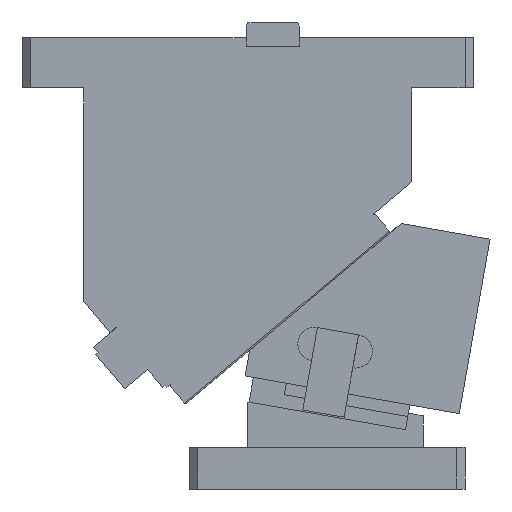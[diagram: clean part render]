
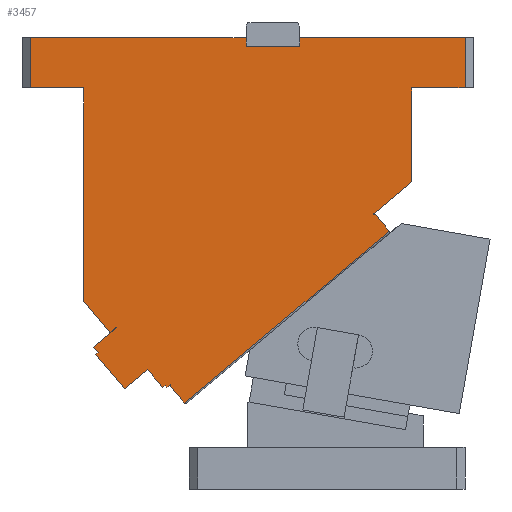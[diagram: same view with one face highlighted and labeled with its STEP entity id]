
A CAD part, front view. The second image highlights one B-rep face of the part: STEP entity #3457.
In plain terms, the highlighted planar face has unit normal (0, -1, 0).
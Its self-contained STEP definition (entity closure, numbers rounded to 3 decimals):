
#174=CARTESIAN_POINT('Vertex',(166.,-40.,270.)) ;
#177=CARTESIAN_POINT('Line Origine',(215.5,-40.,270.)) ;
#181=CARTESIAN_POINT('Vertex',(265.,-40.,270.)) ;
#303=CARTESIAN_POINT('Line Origine',(265.,-40.,255.)) ;
#307=CARTESIAN_POINT('Vertex',(265.,-40.,240.)) ;
#388=CARTESIAN_POINT('Vertex',(233.,-40.,240.)) ;
#396=CARTESIAN_POINT('Line Origine',(249.,-40.,240.)) ;
#918=CARTESIAN_POINT('Vertex',(45.529,-40.,81.957)) ;
#921=CARTESIAN_POINT('Line Origine',(44.244,-40.,83.489)) ;
#925=CARTESIAN_POINT('Vertex',(42.958,-40.,85.021)) ;
#951=CARTESIAN_POINT('Vertex',(56.425,-40.,96.974)) ;
#954=CARTESIAN_POINT('Line Origine',(54.51,-40.,95.367)) ;
#958=CARTESIAN_POINT('Vertex',(52.595,-40.,93.76)) ;
#996=CARTESIAN_POINT('Vertex',(56.747,-40.,96.591)) ;
#999=CARTESIAN_POINT('Line Origine',(56.586,-40.,96.783)) ;
#1887=CARTESIAN_POINT('Line Origine',(233.,-40.,211.892)) ;
#1891=CARTESIAN_POINT('Vertex',(233.,-40.,183.784)) ;
#1923=CARTESIAN_POINT('Line Origine',(221.485,-40.,174.121)) ;
#1927=CARTESIAN_POINT('Vertex',(209.97,-40.,164.459)) ;
#1979=CARTESIAN_POINT('Vertex',(219.735,-40.,154.377)) ;
#1984=CARTESIAN_POINT('Line Origine',(158.451,-40.,102.954)) ;
#1988=CARTESIAN_POINT('Vertex',(97.168,-40.,51.531)) ;
#2063=CARTESIAN_POINT('Vertex',(211.378,-40.,164.336)) ;
#2066=CARTESIAN_POINT('Line Origine',(215.557,-40.,159.356)) ;
#2083=CARTESIAN_POINT('Axis2P3D Location',(210.612,-40.,163.693)) ;
#2254=CARTESIAN_POINT('Line Origine',(92.989,-40.,56.51)) ;
#2258=CARTESIAN_POINT('Vertex',(88.811,-40.,61.49)) ;
#2278=CARTESIAN_POINT('Axis2P3D Location',(89.577,-40.,62.132)) ;
#2282=CARTESIAN_POINT('Vertex',(88.935,-40.,62.898)) ;
#2303=CARTESIAN_POINT('Line Origine',(87.785,-40.,61.934)) ;
#2307=CARTESIAN_POINT('Vertex',(86.636,-40.,60.97)) ;
#2340=CARTESIAN_POINT('Vertex',(85.672,-40.,62.119)) ;
#2348=CARTESIAN_POINT('Line Origine',(86.154,-40.,61.545)) ;
#2378=CARTESIAN_POINT('Vertex',(84.14,-40.,60.834)) ;
#2381=CARTESIAN_POINT('Line Origine',(79.641,-40.,66.196)) ;
#2385=CARTESIAN_POINT('Vertex',(75.141,-40.,71.558)) ;
#2415=CARTESIAN_POINT('Line Origine',(84.906,-40.,61.476)) ;
#2520=CARTESIAN_POINT('Line Origine',(49.852,-40.,90.806)) ;
#2732=CARTESIAN_POINT('Line Origine',(44.798,-40.,103.053)) ;
#2736=CARTESIAN_POINT('Vertex',(37.,-40.,112.346)) ;
#2766=CARTESIAN_POINT('Vertex',(37.,-40.,240.)) ;
#2774=CARTESIAN_POINT('Line Origine',(37.,-40.,176.173)) ;
#2795=CARTESIAN_POINT('Vertex',(5.,-40.,240.)) ;
#2803=CARTESIAN_POINT('Line Origine',(21.,-40.,240.)) ;
#2953=CARTESIAN_POINT('Vertex',(5.,-40.,270.)) ;
#2956=CARTESIAN_POINT('Line Origine',(69.5,-40.,270.)) ;
#2960=CARTESIAN_POINT('Vertex',(134.,-40.,270.)) ;
#3209=CARTESIAN_POINT('Vertex',(166.,-40.,265.)) ;
#3212=CARTESIAN_POINT('Line Origine',(166.,-40.,267.5)) ;
#3229=CARTESIAN_POINT('Line Origine',(5.,-40.,255.)) ;
#3349=CARTESIAN_POINT('Line Origine',(68.247,-40.,65.773)) ;
#3353=CARTESIAN_POINT('Vertex',(61.352,-40.,59.988)) ;
#3377=CARTESIAN_POINT('Vertex',(43.997,-40.,80.671)) ;
#3380=CARTESIAN_POINT('Line Origine',(52.675,-40.,70.33)) ;
#3397=CARTESIAN_POINT('Line Origine',(44.763,-40.,81.314)) ;
#3409=CARTESIAN_POINT('Axis2P3D Location',(0.,-40.,0.)) ;
#3414=CARTESIAN_POINT('Line Origine',(150.,-40.,265.)) ;
#3418=CARTESIAN_POINT('Vertex',(134.,-40.,265.)) ;
#3421=CARTESIAN_POINT('Line Origine',(134.,-40.,267.5)) ;
#178=DIRECTION('Vector Direction',(1.,0.,0.)) ;
#304=DIRECTION('Vector Direction',(0.,0.,1.)) ;
#397=DIRECTION('Vector Direction',(1.,0.,0.)) ;
#922=DIRECTION('Vector Direction',(0.643,0.,-0.766)) ;
#955=DIRECTION('Vector Direction',(0.766,0.,0.643)) ;
#1000=DIRECTION('Vector Direction',(0.643,0.,-0.766)) ;
#1888=DIRECTION('Vector Direction',(0.,0.,-1.)) ;
#1924=DIRECTION('Vector Direction',(-0.766,0.,-0.643)) ;
#1985=DIRECTION('Vector Direction',(0.766,0.,0.643)) ;
#2067=DIRECTION('Vector Direction',(-0.643,0.,0.766)) ;
#2084=DIRECTION('Axis2P3D Direction',(0.,-1.,0.)) ;
#2255=DIRECTION('Vector Direction',(-0.643,0.,0.766)) ;
#2279=DIRECTION('Axis2P3D Direction',(0.,1.,0.)) ;
#2304=DIRECTION('Vector Direction',(-0.766,0.,-0.643)) ;
#2349=DIRECTION('Vector Direction',(0.643,0.,-0.766)) ;
#2382=DIRECTION('Vector Direction',(0.643,0.,-0.766)) ;
#2416=DIRECTION('Vector Direction',(0.766,0.,0.643)) ;
#2521=DIRECTION('Vector Direction',(-0.766,0.,-0.643)) ;
#2733=DIRECTION('Vector Direction',(0.643,0.,-0.766)) ;
#2775=DIRECTION('Vector Direction',(0.,0.,1.)) ;
#2804=DIRECTION('Vector Direction',(1.,0.,0.)) ;
#2957=DIRECTION('Vector Direction',(1.,0.,0.)) ;
#3213=DIRECTION('Vector Direction',(0.,0.,-1.)) ;
#3230=DIRECTION('Vector Direction',(0.,0.,-1.)) ;
#3350=DIRECTION('Vector Direction',(-0.766,0.,-0.643)) ;
#3381=DIRECTION('Vector Direction',(-0.643,0.,0.766)) ;
#3398=DIRECTION('Vector Direction',(0.766,0.,0.643)) ;
#3410=DIRECTION('Axis2P3D Direction',(0.,1.,0.)) ;
#3411=DIRECTION('Axis2P3D XDirection',(0.,0.,1.)) ;
#3415=DIRECTION('Vector Direction',(1.,0.,0.)) ;
#3422=DIRECTION('Vector Direction',(0.,0.,1.)) ;
#2085=AXIS2_PLACEMENT_3D('Circle Axis2P3D',#2083,#2084,$) ;
#2280=AXIS2_PLACEMENT_3D('Circle Axis2P3D',#2278,#2279,$) ;
#3412=AXIS2_PLACEMENT_3D('Plane Axis2P3D',#3409,#3410,#3411) ;
#3427=ORIENTED_EDGE('',*,*,#400,.T.) ;
#3428=ORIENTED_EDGE('',*,*,#309,.T.) ;
#3429=ORIENTED_EDGE('',*,*,#183,.F.) ;
#3430=ORIENTED_EDGE('',*,*,#3216,.T.) ;
#3431=ORIENTED_EDGE('',*,*,#3420,.F.) ;
#3432=ORIENTED_EDGE('',*,*,#3425,.T.) ;
#3433=ORIENTED_EDGE('',*,*,#2962,.F.) ;
#3434=ORIENTED_EDGE('',*,*,#3233,.T.) ;
#3435=ORIENTED_EDGE('',*,*,#2807,.T.) ;
#3436=ORIENTED_EDGE('',*,*,#2778,.F.) ;
#3437=ORIENTED_EDGE('',*,*,#2738,.T.) ;
#3438=ORIENTED_EDGE('',*,*,#960,.T.) ;
#3439=ORIENTED_EDGE('',*,*,#1003,.T.) ;
#3440=ORIENTED_EDGE('',*,*,#2524,.T.) ;
#3441=ORIENTED_EDGE('',*,*,#927,.T.) ;
#3442=ORIENTED_EDGE('',*,*,#3401,.F.) ;
#3443=ORIENTED_EDGE('',*,*,#3384,.F.) ;
#3444=ORIENTED_EDGE('',*,*,#3355,.T.) ;
#3445=ORIENTED_EDGE('',*,*,#2387,.T.) ;
#3446=ORIENTED_EDGE('',*,*,#2419,.T.) ;
#3447=ORIENTED_EDGE('',*,*,#2352,.T.) ;
#3448=ORIENTED_EDGE('',*,*,#2309,.F.) ;
#3449=ORIENTED_EDGE('',*,*,#2284,.T.) ;
#3450=ORIENTED_EDGE('',*,*,#2260,.F.) ;
#3451=ORIENTED_EDGE('',*,*,#1990,.T.) ;
#3452=ORIENTED_EDGE('',*,*,#2070,.T.) ;
#3453=ORIENTED_EDGE('',*,*,#2087,.T.) ;
#3454=ORIENTED_EDGE('',*,*,#1929,.F.) ;
#3455=ORIENTED_EDGE('',*,*,#1893,.F.) ;
#179=VECTOR('Line Direction',#178,1.) ;
#305=VECTOR('Line Direction',#304,1.) ;
#398=VECTOR('Line Direction',#397,1.) ;
#923=VECTOR('Line Direction',#922,1.) ;
#956=VECTOR('Line Direction',#955,1.) ;
#1001=VECTOR('Line Direction',#1000,1.) ;
#1889=VECTOR('Line Direction',#1888,1.) ;
#1925=VECTOR('Line Direction',#1924,1.) ;
#1986=VECTOR('Line Direction',#1985,1.) ;
#2068=VECTOR('Line Direction',#2067,1.) ;
#2256=VECTOR('Line Direction',#2255,1.) ;
#2305=VECTOR('Line Direction',#2304,1.) ;
#2350=VECTOR('Line Direction',#2349,1.) ;
#2383=VECTOR('Line Direction',#2382,1.) ;
#2417=VECTOR('Line Direction',#2416,1.) ;
#2522=VECTOR('Line Direction',#2521,1.) ;
#2734=VECTOR('Line Direction',#2733,1.) ;
#2776=VECTOR('Line Direction',#2775,1.) ;
#2805=VECTOR('Line Direction',#2804,1.) ;
#2958=VECTOR('Line Direction',#2957,1.) ;
#3214=VECTOR('Line Direction',#3213,1.) ;
#3231=VECTOR('Line Direction',#3230,1.) ;
#3351=VECTOR('Line Direction',#3350,1.) ;
#3382=VECTOR('Line Direction',#3381,1.) ;
#3399=VECTOR('Line Direction',#3398,1.) ;
#3416=VECTOR('Line Direction',#3415,1.) ;
#3423=VECTOR('Line Direction',#3422,1.) ;
#3457=ADVANCED_FACE('CAM HOLDER',(#3456),#3413,.F.) ;
#2086=CIRCLE('generated circle',#2085,1.) ;
#2281=CIRCLE('generated circle',#2280,1.) ;
#183=EDGE_CURVE('',#175,#182,#180,.T.) ;
#309=EDGE_CURVE('',#308,#182,#306,.T.) ;
#400=EDGE_CURVE('',#389,#308,#399,.T.) ;
#927=EDGE_CURVE('',#926,#919,#924,.T.) ;
#960=EDGE_CURVE('',#959,#952,#957,.T.) ;
#1003=EDGE_CURVE('',#952,#997,#1002,.T.) ;
#1893=EDGE_CURVE('',#389,#1892,#1890,.T.) ;
#1929=EDGE_CURVE('',#1892,#1928,#1926,.T.) ;
#1990=EDGE_CURVE('',#1989,#1980,#1987,.T.) ;
#2070=EDGE_CURVE('',#1980,#2064,#2069,.T.) ;
#2087=EDGE_CURVE('',#2064,#1928,#2086,.T.) ;
#2260=EDGE_CURVE('',#1989,#2259,#2257,.T.) ;
#2284=EDGE_CURVE('',#2283,#2259,#2281,.F.) ;
#2309=EDGE_CURVE('',#2283,#2308,#2306,.T.) ;
#2352=EDGE_CURVE('',#2341,#2308,#2351,.T.) ;
#2387=EDGE_CURVE('',#2386,#2379,#2384,.T.) ;
#2419=EDGE_CURVE('',#2379,#2341,#2418,.T.) ;
#2524=EDGE_CURVE('',#997,#926,#2523,.T.) ;
#2738=EDGE_CURVE('',#2737,#959,#2735,.T.) ;
#2778=EDGE_CURVE('',#2737,#2767,#2777,.T.) ;
#2807=EDGE_CURVE('',#2796,#2767,#2806,.T.) ;
#2962=EDGE_CURVE('',#2954,#2961,#2959,.T.) ;
#3216=EDGE_CURVE('',#175,#3210,#3215,.T.) ;
#3233=EDGE_CURVE('',#2954,#2796,#3232,.T.) ;
#3355=EDGE_CURVE('',#3354,#2386,#3352,.F.) ;
#3384=EDGE_CURVE('',#3354,#3378,#3383,.T.) ;
#3401=EDGE_CURVE('',#3378,#919,#3400,.T.) ;
#3420=EDGE_CURVE('',#3419,#3210,#3417,.T.) ;
#3425=EDGE_CURVE('',#3419,#2961,#3424,.T.) ;
#3426=EDGE_LOOP('',(#3427,#3428,#3429,#3430,#3431,#3432,#3433,#3434,#3435,#3436,#3437,#3438,#3439,#3440,#3441,#3442,#3443,#3444,#3445,#3446,#3447,#3448,#3449,#3450,#3451,#3452,#3453,#3454,#3455)) ;
#3456=FACE_OUTER_BOUND('',#3426,.T.) ;
#180=LINE('Line',#177,#179) ;
#306=LINE('Line',#303,#305) ;
#399=LINE('Line',#396,#398) ;
#924=LINE('Line',#921,#923) ;
#957=LINE('Line',#954,#956) ;
#1002=LINE('Line',#999,#1001) ;
#1890=LINE('Line',#1887,#1889) ;
#1926=LINE('Line',#1923,#1925) ;
#1987=LINE('Line',#1984,#1986) ;
#2069=LINE('Line',#2066,#2068) ;
#2257=LINE('Line',#2254,#2256) ;
#2306=LINE('Line',#2303,#2305) ;
#2351=LINE('Line',#2348,#2350) ;
#2384=LINE('Line',#2381,#2383) ;
#2418=LINE('Line',#2415,#2417) ;
#2523=LINE('Line',#2520,#2522) ;
#2735=LINE('Line',#2732,#2734) ;
#2777=LINE('Line',#2774,#2776) ;
#2806=LINE('Line',#2803,#2805) ;
#2959=LINE('Line',#2956,#2958) ;
#3215=LINE('Line',#3212,#3214) ;
#3232=LINE('Line',#3229,#3231) ;
#3352=LINE('Line',#3349,#3351) ;
#3383=LINE('Line',#3380,#3382) ;
#3400=LINE('Line',#3397,#3399) ;
#3417=LINE('Line',#3414,#3416) ;
#3424=LINE('Line',#3421,#3423) ;
#3413=PLANE('Plane',#3412) ;
#175=VERTEX_POINT('',#174) ;
#182=VERTEX_POINT('',#181) ;
#308=VERTEX_POINT('',#307) ;
#389=VERTEX_POINT('',#388) ;
#919=VERTEX_POINT('',#918) ;
#926=VERTEX_POINT('',#925) ;
#952=VERTEX_POINT('',#951) ;
#959=VERTEX_POINT('',#958) ;
#997=VERTEX_POINT('',#996) ;
#1892=VERTEX_POINT('',#1891) ;
#1928=VERTEX_POINT('',#1927) ;
#1980=VERTEX_POINT('',#1979) ;
#1989=VERTEX_POINT('',#1988) ;
#2064=VERTEX_POINT('',#2063) ;
#2259=VERTEX_POINT('',#2258) ;
#2283=VERTEX_POINT('',#2282) ;
#2308=VERTEX_POINT('',#2307) ;
#2341=VERTEX_POINT('',#2340) ;
#2379=VERTEX_POINT('',#2378) ;
#2386=VERTEX_POINT('',#2385) ;
#2737=VERTEX_POINT('',#2736) ;
#2767=VERTEX_POINT('',#2766) ;
#2796=VERTEX_POINT('',#2795) ;
#2954=VERTEX_POINT('',#2953) ;
#2961=VERTEX_POINT('',#2960) ;
#3210=VERTEX_POINT('',#3209) ;
#3354=VERTEX_POINT('',#3353) ;
#3378=VERTEX_POINT('',#3377) ;
#3419=VERTEX_POINT('',#3418) ;
